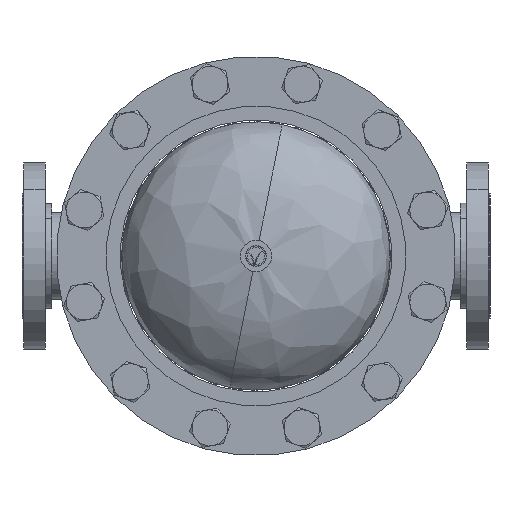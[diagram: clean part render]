
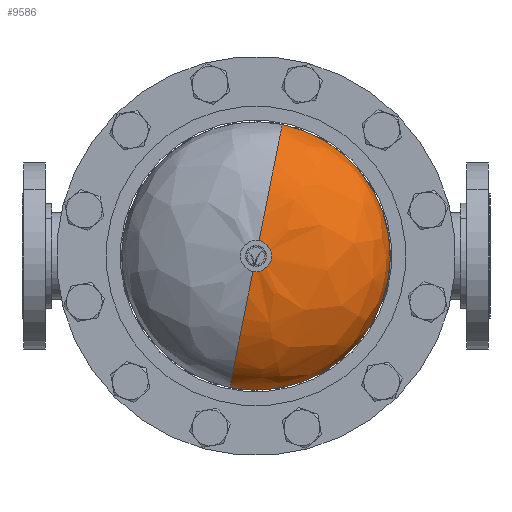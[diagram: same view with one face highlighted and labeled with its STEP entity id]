
A CAD part, front view. The second image highlights one B-rep face of the part: STEP entity #9586.
In plain terms, the highlighted free-form (B-spline) face has degree [3, 3] with [4, 4] control points.
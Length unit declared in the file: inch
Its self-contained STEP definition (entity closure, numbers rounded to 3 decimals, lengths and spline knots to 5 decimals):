
#17 =( BOUNDED_CURVE ( )  B_SPLINE_CURVE ( 3, ( #12344, #7507, #5581, #12587 ),
 .UNSPECIFIED., .F., .T. ) 
 B_SPLINE_CURVE_WITH_KNOTS ( ( 4, 4 ),
 ( 0., 1.48348 ),
 .UNSPECIFIED. ) 
 CURVE ( )  GEOMETRIC_REPRESENTATION_ITEM ( )  RATIONAL_B_SPLINE_CURVE ( ( 1., 0.825, 0.825, 1. ) ) 
 REPRESENTATION_ITEM ( '' )  );
#288 = CIRCLE ( 'NONE', #10825, 5.375 ) ;
#563 = CARTESIAN_POINT ( 'NONE',  ( 0.46875, 4.98907, 0. ) ) ;
#803 = CARTESIAN_POINT ( 'NONE',  ( -5.375, 3.69704, 0. ) ) ;
#916 = CARTESIAN_POINT ( 'NONE',  ( 5.375, 3.69704, 0. ) ) ;
#1584 = CARTESIAN_POINT ( 'NONE',  ( 0., 2.13, 0. ) ) ;
#1777 = DIRECTION ( 'NONE',  ( 0., 1., 0. ) ) ;
#1923 = EDGE_CURVE ( 'NONE', #5185, #2464, #10610, .T. ) ;
#2052 = VERTEX_POINT ( 'NONE', #563 ) ;
#2464 = VERTEX_POINT ( 'NONE', #12277 ) ;
#2652 = CARTESIAN_POINT ( 'NONE',  ( 5.375, 3.69704, -10.75 ) ) ;
#2746 = DIRECTION ( 'NONE',  ( 1., 0., 0. ) ) ;
#2851 = CARTESIAN_POINT ( 'NONE',  ( -3.39235, 4.85241, -6.7847 ) ) ;
#2870 = CARTESIAN_POINT ( 'NONE',  ( 0., 4.98907, 0. ) ) ;
#2910 = CARTESIAN_POINT ( 'NONE',  ( 3.39235, 4.85241, 0. ) ) ;
#3582 = DIRECTION ( 'NONE',  ( 0., -1., 0. ) ) ;
#3626 = CARTESIAN_POINT ( 'NONE',  ( 0.46875, 4.98907, -0.9375 ) ) ;
#3814 = CARTESIAN_POINT ( 'NONE',  ( -5.375, 2.13, -10.75 ) ) ;
#3883 = CARTESIAN_POINT ( 'NONE',  ( -0.46875, 4.98907, -0.9375 ) ) ;
#4136 = CIRCLE ( 'NONE', #11591, 0.46875 ) ;
#4465 = VERTEX_POINT ( 'NONE', #10093 ) ;
#5185 = VERTEX_POINT ( 'NONE', #5644 ) ;
#5581 = CARTESIAN_POINT ( 'NONE',  ( 3.39235, 4.85241, 0. ) ) ;
#5644 = CARTESIAN_POINT ( 'NONE',  ( -5.375, 2.13, 0. ) ) ;
#5731 = DIRECTION ( 'NONE',  ( 1., 0., 0. ) ) ;
#5829 = VERTEX_POINT ( 'NONE', #10738 ) ;
#6049 = EDGE_CURVE ( 'NONE', #5829, #2052, #17, .T. ) ;
#6425 = ORIENTED_EDGE ( 'NONE', *, *, #11986, .F. ) ;
#6620 = CARTESIAN_POINT ( 'NONE',  ( 0.46875, 4.98907, 0. ) ) ;
#7144 = ORIENTED_EDGE ( 'NONE', *, *, #6049, .F. ) ;
#7507 = CARTESIAN_POINT ( 'NONE',  ( 5.375, 3.69704, 0. ) ) ;
#7769 = CARTESIAN_POINT ( 'NONE',  ( -3.39235, 4.85241, 0. ) ) ;
#8093 = EDGE_CURVE ( 'NONE', #2052, #4465, #4136, .T. ) ;
#8113 = ORIENTED_EDGE ( 'NONE', *, *, #8093, .F. ) ;
#8260 = CARTESIAN_POINT ( 'NONE',  ( -5.375, 3.69704, 0. ) ) ;
#8645 = ORIENTED_EDGE ( 'NONE', *, *, #1923, .T. ) ;
#8657 = ORIENTED_EDGE ( 'NONE', *, *, #11831, .F. ) ;
#8758 = DIRECTION ( 'NONE',  ( 0., 1., 0. ) ) ;
#8798 = CARTESIAN_POINT ( 'NONE',  ( 5.375, 2.13, 0. ) ) ;
#9089 = CARTESIAN_POINT ( 'NONE',  ( -0.46875, 4.98907, 0. ) ) ;
#9586 = ADVANCED_FACE ( 'NONE', ( #11732 ), #10209, .T. ) ;
#9779 = CARTESIAN_POINT ( 'NONE',  ( 3.39235, 4.85241, -6.7847 ) ) ;
#9798 = AXIS2_PLACEMENT_3D ( 'NONE', #2870, #1777, #5731 ) ;
#9812 = EDGE_LOOP ( 'NONE', ( #8657, #8645, #6425, #8113, #7144 ) ) ;
#10093 = CARTESIAN_POINT ( 'NONE',  ( 0.45967, 4.98907, -0.09183 ) ) ;
#10209 =( BOUNDED_SURFACE ( )  B_SPLINE_SURFACE ( 3, 3, ( 
 ( #12773, #3814, #10629, #8798 ),
 ( #803, #11667, #2652, #916 ),
 ( #7769, #2851, #9779, #2910 ),
 ( #12588, #3883, #3626, #6620 ) ),
 .UNSPECIFIED., .F., .F., .F. ) 
 B_SPLINE_SURFACE_WITH_KNOTS ( ( 4, 4 ),
 ( 4, 4 ),
 ( 0., 1. ),
 ( 0., 1. ),
 .UNSPECIFIED. ) 
 GEOMETRIC_REPRESENTATION_ITEM ( )  RATIONAL_B_SPLINE_SURFACE ( (
 ( 1., 0.333, 0.333, 1.),
 ( 0.825, 0.275, 0.275, 0.825),
 ( 0.825, 0.275, 0.275, 0.825),
 ( 1., 0.333, 0.333, 1.) ) ) 
 REPRESENTATION_ITEM ( '' )  SURFACE ( )  );
#10460 = DIRECTION ( 'NONE',  ( 1., 0., 0. ) ) ;
#10610 =( BOUNDED_CURVE ( )  B_SPLINE_CURVE ( 3, ( #11968, #8260, #12234, #9089 ),
 .UNSPECIFIED., .F., .T. ) 
 B_SPLINE_CURVE_WITH_KNOTS ( ( 4, 4 ),
 ( 0., 1.48348 ),
 .UNSPECIFIED. ) 
 CURVE ( )  GEOMETRIC_REPRESENTATION_ITEM ( )  RATIONAL_B_SPLINE_CURVE ( ( 1., 0.825, 0.825, 1. ) ) 
 REPRESENTATION_ITEM ( '' )  );
#10629 = CARTESIAN_POINT ( 'NONE',  ( 5.375, 2.13, -10.75 ) ) ;
#10738 = CARTESIAN_POINT ( 'NONE',  ( 5.375, 2.13, 0. ) ) ;
#10825 = AXIS2_PLACEMENT_3D ( 'NONE', #1584, #3582, #10460 ) ;
#11591 = AXIS2_PLACEMENT_3D ( 'NONE', #11765, #8758, #2746 ) ;
#11667 = CARTESIAN_POINT ( 'NONE',  ( -5.375, 3.69704, -10.75 ) ) ;
#11732 = FACE_OUTER_BOUND ( 'NONE', #9812, .T. ) ;
#11765 = CARTESIAN_POINT ( 'NONE',  ( 0., 4.98907, 0. ) ) ;
#11831 = EDGE_CURVE ( 'NONE', #5185, #5829, #288, .T. ) ;
#11968 = CARTESIAN_POINT ( 'NONE',  ( -5.375, 2.13, 0. ) ) ;
#11986 = EDGE_CURVE ( 'NONE', #4465, #2464, #12500, .T. ) ;
#12234 = CARTESIAN_POINT ( 'NONE',  ( -3.39235, 4.85241, 0. ) ) ;
#12277 = CARTESIAN_POINT ( 'NONE',  ( -0.46875, 4.98907, 0. ) ) ;
#12344 = CARTESIAN_POINT ( 'NONE',  ( 5.375, 2.13, 0. ) ) ;
#12500 = CIRCLE ( 'NONE', #9798, 0.46875 ) ;
#12587 = CARTESIAN_POINT ( 'NONE',  ( 0.46875, 4.98907, 0. ) ) ;
#12588 = CARTESIAN_POINT ( 'NONE',  ( -0.46875, 4.98907, 0. ) ) ;
#12773 = CARTESIAN_POINT ( 'NONE',  ( -5.375, 2.13, 0. ) ) ;
